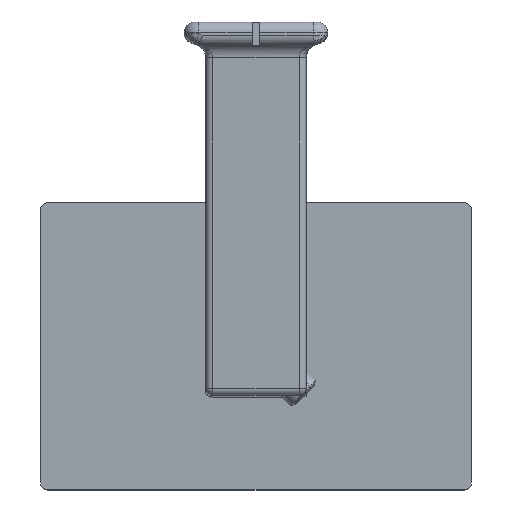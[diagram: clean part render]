
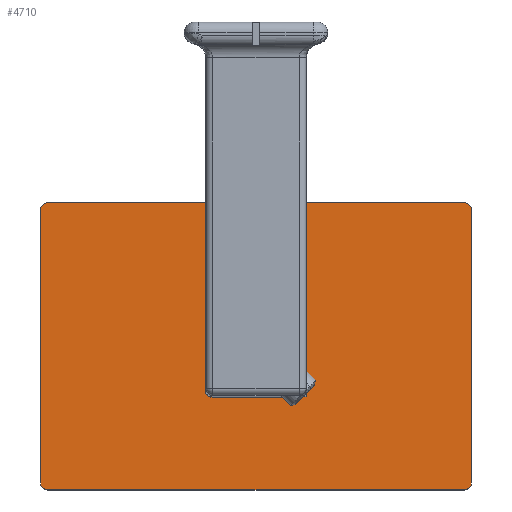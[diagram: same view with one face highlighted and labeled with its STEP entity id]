
A CAD part, top view. The second image highlights one B-rep face of the part: STEP entity #4710.
In plain terms, the highlighted planar face has unit normal (0, 0, 1).
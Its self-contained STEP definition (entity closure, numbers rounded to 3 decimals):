
#20 = CARTESIAN_POINT ( 'NONE',  ( 29., -20., 5. ) ) ;
#173 = ORIENTED_EDGE ( 'NONE', *, *, #5265, .F. ) ;
#197 = CARTESIAN_POINT ( 'NONE',  ( 7.1, 6.1, 5. ) ) ;
#214 = DIRECTION ( 'NONE',  ( 1., 0., 0. ) ) ;
#355 = CARTESIAN_POINT ( 'NONE',  ( -29., -20., 5. ) ) ;
#408 = CARTESIAN_POINT ( 'NONE',  ( -6.1, 7.1, 5. ) ) ;
#414 = ORIENTED_EDGE ( 'NONE', *, *, #3063, .T. ) ;
#416 = AXIS2_PLACEMENT_3D ( 'NONE', #2136, #7650, #5258 ) ;
#446 = VECTOR ( 'NONE', #6701, 1000. ) ;
#710 = CARTESIAN_POINT ( 'NONE',  ( -7.1, 6.1, 5. ) ) ;
#796 = VERTEX_POINT ( 'NONE', #3042 ) ;
#1045 = CARTESIAN_POINT ( 'NONE',  ( 7.1, -6.1, 5. ) ) ;
#1135 = CARTESIAN_POINT ( 'NONE',  ( 6.1, 7.1, 5. ) ) ;
#1207 = LINE ( 'NONE', #5433, #5861 ) ;
#1240 = AXIS2_PLACEMENT_3D ( 'NONE', #5689, #3849, #1396 ) ;
#1396 = DIRECTION ( 'NONE',  ( -1., 0., 0. ) ) ;
#1416 = EDGE_CURVE ( 'NONE', #2239, #7947, #1207, .T. ) ;
#1457 = ORIENTED_EDGE ( 'NONE', *, *, #1416, .F. ) ;
#1548 = FACE_OUTER_BOUND ( 'NONE', #5906, .T. ) ;
#1557 = DIRECTION ( 'NONE',  ( -1., 0., 0. ) ) ;
#1637 = VECTOR ( 'NONE', #5735, 1000. ) ;
#1817 = EDGE_CURVE ( 'NONE', #1963, #5314, #4128, .T. ) ;
#1963 = VERTEX_POINT ( 'NONE', #5756 ) ;
#2034 = VECTOR ( 'NONE', #4492, 1000. ) ;
#2135 = DIRECTION ( 'NONE',  ( -1., 0., 0. ) ) ;
#2136 = CARTESIAN_POINT ( 'NONE',  ( 0., 0., 5. ) ) ;
#2239 = VERTEX_POINT ( 'NONE', #710 ) ;
#2258 = CARTESIAN_POINT ( 'NONE',  ( 29., 20., 5. ) ) ;
#2345 = EDGE_CURVE ( 'NONE', #4817, #6306, #5371, .T. ) ;
#2391 = DIRECTION ( 'NONE',  ( 0., 0., 1. ) ) ;
#2454 = EDGE_CURVE ( 'NONE', #6306, #1963, #6581, .T. ) ;
#2531 = CARTESIAN_POINT ( 'NONE',  ( -29., 19., 5. ) ) ;
#2666 = CIRCLE ( 'NONE', #6401, 1. ) ;
#2681 = ORIENTED_EDGE ( 'NONE', *, *, #3539, .T. ) ;
#2716 = LINE ( 'NONE', #2741, #7278 ) ;
#2723 = CARTESIAN_POINT ( 'NONE',  ( -30., 19., 5. ) ) ;
#2725 = CARTESIAN_POINT ( 'NONE',  ( -7.1, -7.1, 5. ) ) ;
#2741 = CARTESIAN_POINT ( 'NONE',  ( 30., -20., 5. ) ) ;
#2772 = DIRECTION ( 'NONE',  ( 0., 1., 0. ) ) ;
#2790 = DIRECTION ( 'NONE',  ( 0., 0., 1. ) ) ;
#2791 = AXIS2_PLACEMENT_3D ( 'NONE', #5046, #5074, #3783 ) ;
#2882 = EDGE_CURVE ( 'NONE', #3186, #7436, #2666, .T. ) ;
#2975 = VERTEX_POINT ( 'NONE', #2258 ) ;
#3007 = DIRECTION ( 'NONE',  ( 0., 0., -1. ) ) ;
#3011 = VERTEX_POINT ( 'NONE', #5945 ) ;
#3042 = CARTESIAN_POINT ( 'NONE',  ( -6.1, -7.1, 5. ) ) ;
#3063 = EDGE_CURVE ( 'NONE', #2239, #6400, #3511, .T. ) ;
#3113 = VECTOR ( 'NONE', #4530, 1000. ) ;
#3186 = VERTEX_POINT ( 'NONE', #20 ) ;
#3314 = ORIENTED_EDGE ( 'NONE', *, *, #3638, .T. ) ;
#3383 = CARTESIAN_POINT ( 'NONE',  ( -7.1, -6.1, 5. ) ) ;
#3463 = CARTESIAN_POINT ( 'NONE',  ( -29., 20., 5. ) ) ;
#3511 = CIRCLE ( 'NONE', #6448, 1. ) ;
#3515 = VERTEX_POINT ( 'NONE', #197 ) ;
#3539 = EDGE_CURVE ( 'NONE', #796, #7947, #6009, .T. ) ;
#3547 = DIRECTION ( 'NONE',  ( -1., 0., 0. ) ) ;
#3638 = EDGE_CURVE ( 'NONE', #7474, #3011, #5822, .T. ) ;
#3701 = AXIS2_PLACEMENT_3D ( 'NONE', #4096, #2790, #1557 ) ;
#3753 = DIRECTION ( 'NONE',  ( 0., 0., 1. ) ) ;
#3765 = ORIENTED_EDGE ( 'NONE', *, *, #2882, .T. ) ;
#3783 = DIRECTION ( 'NONE',  ( -1., 0., 0. ) ) ;
#3849 = DIRECTION ( 'NONE',  ( 0., 0., -1. ) ) ;
#3918 = CARTESIAN_POINT ( 'NONE',  ( 7.1, -7.1, 5. ) ) ;
#4018 = CARTESIAN_POINT ( 'NONE',  ( -30., -20., 5. ) ) ;
#4054 = CARTESIAN_POINT ( 'NONE',  ( -6.1, -6.1, 5. ) ) ;
#4096 = CARTESIAN_POINT ( 'NONE',  ( 29., 19., 5. ) ) ;
#4128 = CIRCLE ( 'NONE', #5492, 1. ) ;
#4174 = EDGE_CURVE ( 'NONE', #5314, #3186, #6750, .T. ) ;
#4268 = DIRECTION ( 'NONE',  ( 0., -1., 0. ) ) ;
#4277 = CARTESIAN_POINT ( 'NONE',  ( 30., 19., 5. ) ) ;
#4492 = DIRECTION ( 'NONE',  ( -1., 0., 0. ) ) ;
#4530 = DIRECTION ( 'NONE',  ( 0., 1., 0. ) ) ;
#4555 = LINE ( 'NONE', #2725, #1637 ) ;
#4607 = ORIENTED_EDGE ( 'NONE', *, *, #2345, .T. ) ;
#4710 = ADVANCED_FACE ( 'NONE', ( #5824, #1548 ), #5848, .F. ) ;
#4817 = VERTEX_POINT ( 'NONE', #3463 ) ;
#4831 = AXIS2_PLACEMENT_3D ( 'NONE', #4054, #3007, #4839 ) ;
#4839 = DIRECTION ( 'NONE',  ( -1., 0., 0. ) ) ;
#4878 = DIRECTION ( 'NONE',  ( 0., 0., -1. ) ) ;
#4937 = ORIENTED_EDGE ( 'NONE', *, *, #7120, .F. ) ;
#4971 = VECTOR ( 'NONE', #7607, 1000. ) ;
#5020 = ORIENTED_EDGE ( 'NONE', *, *, #1817, .T. ) ;
#5046 = CARTESIAN_POINT ( 'NONE',  ( 6.1, 6.1, 5. ) ) ;
#5074 = DIRECTION ( 'NONE',  ( 0., 0., -1. ) ) ;
#5109 = LINE ( 'NONE', #7921, #446 ) ;
#5147 = VECTOR ( 'NONE', #214, 1000. ) ;
#5149 = EDGE_CURVE ( 'NONE', #2975, #4817, #7687, .T. ) ;
#5164 = EDGE_CURVE ( 'NONE', #796, #3011, #4555, .T. ) ;
#5231 = LINE ( 'NONE', #3918, #3113 ) ;
#5250 = ORIENTED_EDGE ( 'NONE', *, *, #4174, .T. ) ;
#5258 = DIRECTION ( 'NONE',  ( -1., 0., 0. ) ) ;
#5265 = EDGE_CURVE ( 'NONE', #7474, #3515, #5231, .T. ) ;
#5314 = VERTEX_POINT ( 'NONE', #355 ) ;
#5371 = CIRCLE ( 'NONE', #6894, 1. ) ;
#5433 = CARTESIAN_POINT ( 'NONE',  ( -7.1, -7.1, 5. ) ) ;
#5460 = ORIENTED_EDGE ( 'NONE', *, *, #5878, .T. ) ;
#5492 = AXIS2_PLACEMENT_3D ( 'NONE', #6066, #2391, #6667 ) ;
#5516 = CIRCLE ( 'NONE', #3701, 1. ) ;
#5616 = EDGE_LOOP ( 'NONE', ( #4937, #6179, #173, #3314, #7469, #2681, #1457, #414 ) ) ;
#5639 = ORIENTED_EDGE ( 'NONE', *, *, #2454, .T. ) ;
#5677 = EDGE_CURVE ( 'NONE', #7115, #3515, #7957, .T. ) ;
#5689 = CARTESIAN_POINT ( 'NONE',  ( 6.1, -6.1, 5. ) ) ;
#5735 = DIRECTION ( 'NONE',  ( 1., 0., 0. ) ) ;
#5756 = CARTESIAN_POINT ( 'NONE',  ( -30., -19., 5. ) ) ;
#5822 = CIRCLE ( 'NONE', #1240, 1. ) ;
#5824 = FACE_BOUND ( 'NONE', #5616, .T. ) ;
#5846 = DIRECTION ( 'NONE',  ( 0., 0., 1. ) ) ;
#5848 = PLANE ( 'NONE',  #416 ) ;
#5861 = VECTOR ( 'NONE', #4268, 1000. ) ;
#5878 = EDGE_CURVE ( 'NONE', #6612, #2975, #5516, .T. ) ;
#5906 = EDGE_LOOP ( 'NONE', ( #5250, #3765, #7202, #5460, #7515, #4607, #5639, #5020 ) ) ;
#5945 = CARTESIAN_POINT ( 'NONE',  ( 6.1, -7.1, 5. ) ) ;
#6009 = CIRCLE ( 'NONE', #4831, 1. ) ;
#6066 = CARTESIAN_POINT ( 'NONE',  ( -29., -19., 5. ) ) ;
#6179 = ORIENTED_EDGE ( 'NONE', *, *, #5677, .T. ) ;
#6306 = VERTEX_POINT ( 'NONE', #2723 ) ;
#6308 = CARTESIAN_POINT ( 'NONE',  ( -30., 20., 5. ) ) ;
#6396 = CARTESIAN_POINT ( 'NONE',  ( -30., -20., 5. ) ) ;
#6400 = VERTEX_POINT ( 'NONE', #408 ) ;
#6401 = AXIS2_PLACEMENT_3D ( 'NONE', #7574, #5846, #2135 ) ;
#6448 = AXIS2_PLACEMENT_3D ( 'NONE', #7188, #4878, #3547 ) ;
#6581 = LINE ( 'NONE', #6396, #4971 ) ;
#6612 = VERTEX_POINT ( 'NONE', #4277 ) ;
#6667 = DIRECTION ( 'NONE',  ( -1., 0., 0. ) ) ;
#6701 = DIRECTION ( 'NONE',  ( -1., 0., 0. ) ) ;
#6750 = LINE ( 'NONE', #4018, #5147 ) ;
#6894 = AXIS2_PLACEMENT_3D ( 'NONE', #2531, #3753, #7432 ) ;
#7115 = VERTEX_POINT ( 'NONE', #1135 ) ;
#7120 = EDGE_CURVE ( 'NONE', #7115, #6400, #5109, .T. ) ;
#7188 = CARTESIAN_POINT ( 'NONE',  ( -6.1, 6.1, 5. ) ) ;
#7202 = ORIENTED_EDGE ( 'NONE', *, *, #7368, .T. ) ;
#7278 = VECTOR ( 'NONE', #2772, 1000. ) ;
#7368 = EDGE_CURVE ( 'NONE', #7436, #6612, #2716, .T. ) ;
#7432 = DIRECTION ( 'NONE',  ( -1., 0., 0. ) ) ;
#7436 = VERTEX_POINT ( 'NONE', #7678 ) ;
#7469 = ORIENTED_EDGE ( 'NONE', *, *, #5164, .F. ) ;
#7474 = VERTEX_POINT ( 'NONE', #1045 ) ;
#7515 = ORIENTED_EDGE ( 'NONE', *, *, #5149, .T. ) ;
#7574 = CARTESIAN_POINT ( 'NONE',  ( 29., -19., 5. ) ) ;
#7607 = DIRECTION ( 'NONE',  ( 0., -1., 0. ) ) ;
#7650 = DIRECTION ( 'NONE',  ( 0., 0., -1. ) ) ;
#7678 = CARTESIAN_POINT ( 'NONE',  ( 30., -19., 5. ) ) ;
#7687 = LINE ( 'NONE', #6308, #2034 ) ;
#7921 = CARTESIAN_POINT ( 'NONE',  ( -7.1, 7.1, 5. ) ) ;
#7947 = VERTEX_POINT ( 'NONE', #3383 ) ;
#7957 = CIRCLE ( 'NONE', #2791, 1. ) ;
